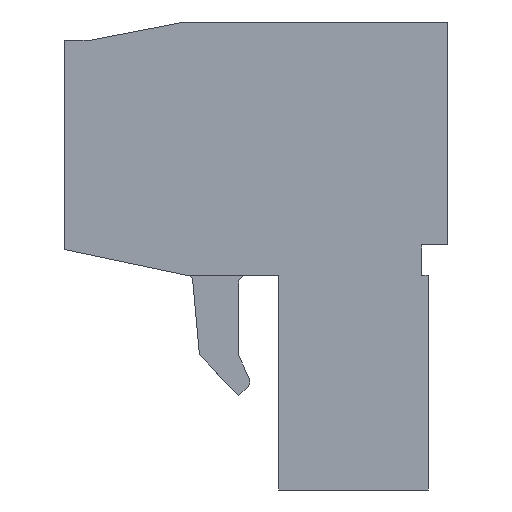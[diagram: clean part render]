
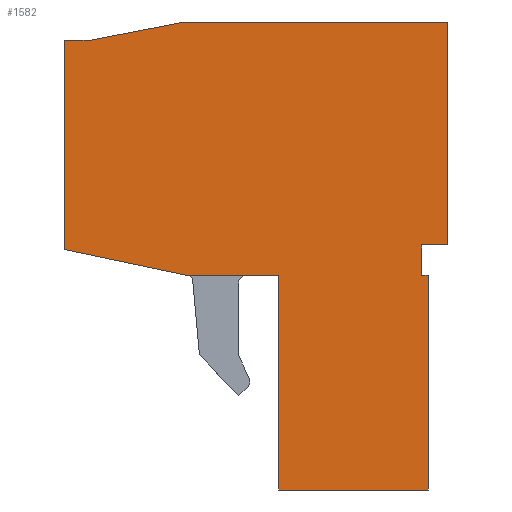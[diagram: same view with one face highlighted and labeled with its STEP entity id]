
A CAD part, left-side view. The second image highlights one B-rep face of the part: STEP entity #1582.
In plain terms, the highlighted planar face has unit normal (-1, 0, 0).
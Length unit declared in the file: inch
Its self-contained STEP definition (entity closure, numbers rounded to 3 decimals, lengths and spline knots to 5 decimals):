
#1=DIRECTION('',(0.,0.,-1.));
#2=VECTOR('',#1,0.343);
#3=CARTESIAN_POINT('',(-0.197,-0.145,0.215));
#4=LINE('',#3,#2);
#5=DIRECTION('',(0.,1.,0.));
#6=VECTOR('',#5,0.04);
#7=CARTESIAN_POINT('',(-0.197,-0.145,-0.128));
#8=LINE('',#7,#6);
#9=DIRECTION('',(0.,0.,-1.));
#10=VECTOR('',#9,0.047);
#11=CARTESIAN_POINT('',(-0.197,-0.105,-0.128));
#12=LINE('',#11,#10);
#13=DIRECTION('',(0.,-1.,0.));
#14=VECTOR('',#13,0.01);
#15=CARTESIAN_POINT('',(-0.197,-0.105,-0.175));
#16=LINE('',#15,#14);
#17=DIRECTION('',(0.,0.,-1.));
#18=VECTOR('',#17,0.33);
#19=CARTESIAN_POINT('',(-0.197,-0.115,-0.175));
#20=LINE('',#19,#18);
#21=DIRECTION('',(0.,1.,0.));
#22=VECTOR('',#21,0.23);
#23=CARTESIAN_POINT('',(-0.197,-0.115,-0.505));
#24=LINE('',#23,#22);
#25=DIRECTION('',(0.,0.,1.));
#26=VECTOR('',#25,0.33);
#27=CARTESIAN_POINT('',(-0.197,0.115,-0.505));
#28=LINE('',#27,#26);
#29=DIRECTION('',(0.,1.,0.));
#30=VECTOR('',#29,0.14);
#31=CARTESIAN_POINT('',(-0.197,0.115,-0.175));
#32=LINE('',#31,#30);
#33=DIRECTION('',(0.,0.979,0.206));
#34=VECTOR('',#33,0.19416);
#35=CARTESIAN_POINT('',(-0.197,0.255,-0.175));
#36=LINE('',#35,#34);
#37=DIRECTION('',(0.,0.,1.));
#38=VECTOR('',#37,0.322);
#39=CARTESIAN_POINT('',(-0.197,0.445,-0.135));
#40=LINE('',#39,#38);
#41=DIRECTION('',(0.,-1.,0.));
#42=VECTOR('',#41,0.04);
#43=CARTESIAN_POINT('',(-0.197,0.445,0.187));
#44=LINE('',#43,#42);
#45=DIRECTION('',(0.,-0.982,0.19));
#46=VECTOR('',#45,0.14768);
#47=CARTESIAN_POINT('',(-0.197,0.405,0.187));
#48=LINE('',#47,#46);
#49=DIRECTION('',(0.,-1.,0.));
#50=VECTOR('',#49,0.405);
#51=CARTESIAN_POINT('',(-0.197,0.26,0.215));
#52=LINE('',#51,#50);
#1177=CARTESIAN_POINT('',(-0.197,-0.145,0.215));
#1178=CARTESIAN_POINT('',(-0.197,-0.145,-0.128));
#1179=VERTEX_POINT('',#1177);
#1180=VERTEX_POINT('',#1178);
#1181=CARTESIAN_POINT('',(-0.197,-0.105,-0.128));
#1182=VERTEX_POINT('',#1181);
#1183=CARTESIAN_POINT('',(-0.197,-0.105,-0.175));
#1184=VERTEX_POINT('',#1183);
#1185=CARTESIAN_POINT('',(-0.197,-0.115,-0.175));
#1186=VERTEX_POINT('',#1185);
#1187=CARTESIAN_POINT('',(-0.197,-0.115,-0.505));
#1188=VERTEX_POINT('',#1187);
#1189=CARTESIAN_POINT('',(-0.197,0.115,-0.505));
#1190=VERTEX_POINT('',#1189);
#1191=CARTESIAN_POINT('',(-0.197,0.115,-0.175));
#1192=VERTEX_POINT('',#1191);
#1193=CARTESIAN_POINT('',(-0.197,0.255,-0.175));
#1194=VERTEX_POINT('',#1193);
#1195=CARTESIAN_POINT('',(-0.197,0.445,-0.135));
#1196=CARTESIAN_POINT('',(-0.197,0.445,0.187));
#1197=VERTEX_POINT('',#1195);
#1198=VERTEX_POINT('',#1196);
#1199=CARTESIAN_POINT('',(-0.197,0.405,0.187));
#1200=VERTEX_POINT('',#1199);
#1201=CARTESIAN_POINT('',(-0.197,0.26,0.215));
#1202=VERTEX_POINT('',#1201);
#1549=CARTESIAN_POINT('',(-0.197,0.,0.));
#1550=DIRECTION('',(1.,0.,0.));
#1551=DIRECTION('',(0.,0.,-1.));
#1552=AXIS2_PLACEMENT_3D('',#1549,#1550,#1551);
#1553=PLANE('',#1552);
#1555=ORIENTED_EDGE('',*,*,#1554,.T.);
#1557=ORIENTED_EDGE('',*,*,#1556,.T.);
#1559=ORIENTED_EDGE('',*,*,#1558,.T.);
#1561=ORIENTED_EDGE('',*,*,#1560,.T.);
#1563=ORIENTED_EDGE('',*,*,#1562,.T.);
#1565=ORIENTED_EDGE('',*,*,#1564,.T.);
#1567=ORIENTED_EDGE('',*,*,#1566,.T.);
#1569=ORIENTED_EDGE('',*,*,#1568,.T.);
#1571=ORIENTED_EDGE('',*,*,#1570,.T.);
#1573=ORIENTED_EDGE('',*,*,#1572,.T.);
#1575=ORIENTED_EDGE('',*,*,#1574,.T.);
#1577=ORIENTED_EDGE('',*,*,#1576,.T.);
#1579=ORIENTED_EDGE('',*,*,#1578,.T.);
#1580=EDGE_LOOP('',(#1555,#1557,#1559,#1561,#1563,#1565,#1567,#1569,#1571,#1573,
#1575,#1577,#1579));
#1581=FACE_OUTER_BOUND('',#1580,.F.);
#1582=ADVANCED_FACE('',(#1581),#1553,.F.);
#1554=EDGE_CURVE('',#1179,#1180,#4,.T.);
#1556=EDGE_CURVE('',#1180,#1182,#8,.T.);
#1558=EDGE_CURVE('',#1182,#1184,#12,.T.);
#1560=EDGE_CURVE('',#1184,#1186,#16,.T.);
#1562=EDGE_CURVE('',#1186,#1188,#20,.T.);
#1564=EDGE_CURVE('',#1188,#1190,#24,.T.);
#1566=EDGE_CURVE('',#1190,#1192,#28,.T.);
#1568=EDGE_CURVE('',#1192,#1194,#32,.T.);
#1570=EDGE_CURVE('',#1194,#1197,#36,.T.);
#1572=EDGE_CURVE('',#1197,#1198,#40,.T.);
#1574=EDGE_CURVE('',#1198,#1200,#44,.T.);
#1576=EDGE_CURVE('',#1200,#1202,#48,.T.);
#1578=EDGE_CURVE('',#1202,#1179,#52,.T.);
